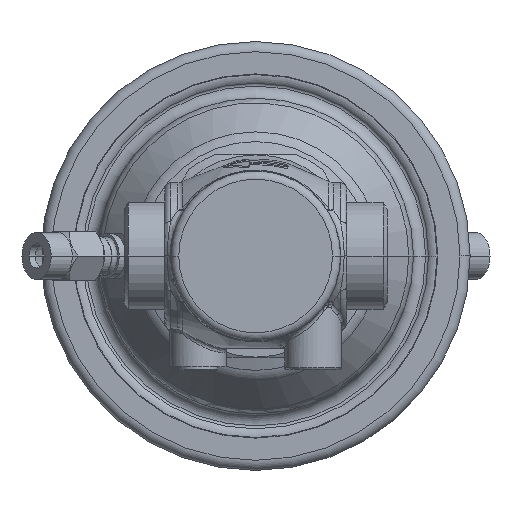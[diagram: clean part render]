
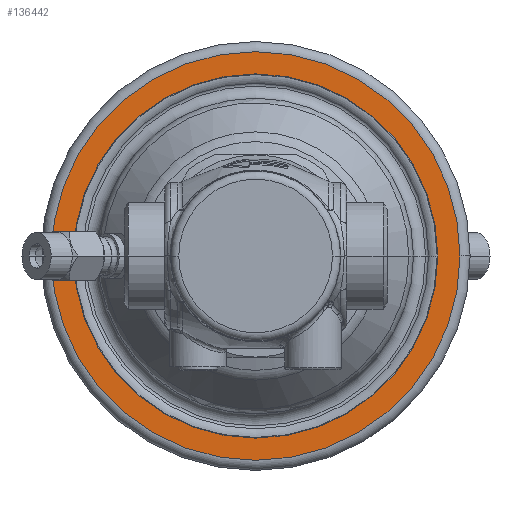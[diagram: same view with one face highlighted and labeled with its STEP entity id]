
A CAD part, front view. The second image highlights one B-rep face of the part: STEP entity #136442.
In plain terms, the highlighted planar face has unit normal (0, -1, 0).
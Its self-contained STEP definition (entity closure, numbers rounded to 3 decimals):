
#51279=CARTESIAN_POINT('',(0.,66.1,0.));
#51280=DIRECTION('',(0.,1.,0.));
#51281=DIRECTION('',(1.,0.,0.));
#51282=AXIS2_PLACEMENT_3D('',#51279,#51280,#51281);
#51284=CARTESIAN_POINT('',(0.,66.1,0.));
#51285=DIRECTION('',(0.,1.,0.));
#51286=DIRECTION('',(-1.,0.,0.));
#51287=AXIS2_PLACEMENT_3D('',#51284,#51285,#51286);
#51289=CARTESIAN_POINT('',(0.,66.1,0.));
#51290=DIRECTION('',(0.,1.,0.));
#51291=DIRECTION('',(-1.,0.,0.));
#51292=AXIS2_PLACEMENT_3D('',#51289,#51290,#51291);
#51294=CARTESIAN_POINT('',(0.,66.1,0.));
#51295=DIRECTION('',(0.,-1.,0.));
#51296=DIRECTION('',(-1.,0.,0.));
#51297=AXIS2_PLACEMENT_3D('',#51294,#51295,#51296);
#77788=CARTESIAN_POINT('',(-45.,66.1,0.));
#77789=CARTESIAN_POINT('',(45.,66.1,0.));
#77790=VERTEX_POINT('',#77788);
#77791=VERTEX_POINT('',#77789);
#77796=CARTESIAN_POINT('',(50.5,66.1,0.));
#77797=CARTESIAN_POINT('',(-50.5,66.1,0.));
#77798=VERTEX_POINT('',#77796);
#77799=VERTEX_POINT('',#77797);
#136427=CARTESIAN_POINT('',(0.,66.1,0.));
#136428=DIRECTION('',(0.,-1.,0.));
#136429=DIRECTION('',(1.,0.,0.));
#136430=AXIS2_PLACEMENT_3D('',#136427,#136428,#136429);
#136431=PLANE('',#136430);
#136433=ORIENTED_EDGE('',*,*,#136432,.T.);
#136435=ORIENTED_EDGE('',*,*,#136434,.T.);
#136436=EDGE_LOOP('',(#136433,#136435));
#136437=FACE_OUTER_BOUND('',#136436,.F.);
#136438=ORIENTED_EDGE('',*,*,#136421,.F.);
#136439=ORIENTED_EDGE('',*,*,#136407,.T.);
#136440=EDGE_LOOP('',(#136438,#136439));
#136441=FACE_BOUND('',#136440,.F.);
#136442=ADVANCED_FACE('',(#136437,#136441),#136431,.T.);
#51283=CIRCLE('',#51282,50.5);
#51288=CIRCLE('',#51287,50.5);
#51293=CIRCLE('',#51292,45.);
#51298=CIRCLE('',#51297,45.);
#136407=EDGE_CURVE('',#77790,#77791,#51298,.T.);
#136421=EDGE_CURVE('',#77790,#77791,#51293,.T.);
#136432=EDGE_CURVE('',#77798,#77799,#51283,.T.);
#136434=EDGE_CURVE('',#77799,#77798,#51288,.T.);
